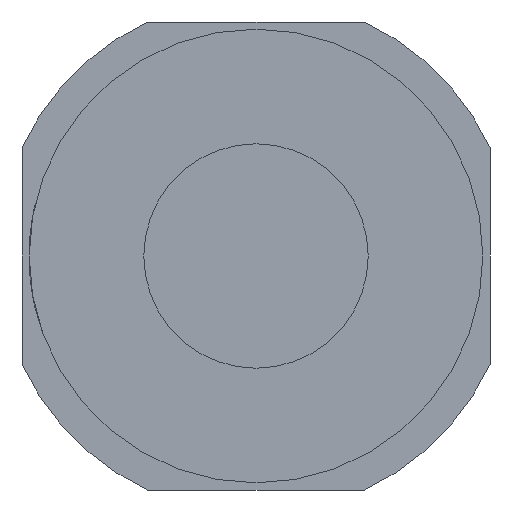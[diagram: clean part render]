
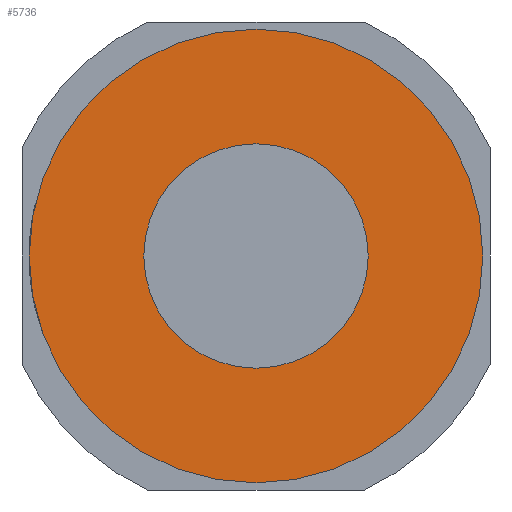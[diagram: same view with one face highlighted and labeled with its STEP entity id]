
A CAD part, left-side view. The second image highlights one B-rep face of the part: STEP entity #5736.
In plain terms, the highlighted planar face has unit normal (-1, 0, 0).
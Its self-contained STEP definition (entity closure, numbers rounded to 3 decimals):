
#922 = CARTESIAN_POINT ( 'NONE',  ( 0., 0., 47.5 ) ) ;
#923 = CARTESIAN_POINT ( 'NONE',  ( 0., 0., -47.5 ) ) ;
#927 = CARTESIAN_POINT ( 'NONE',  ( 0., 0., -23.5 ) ) ;
#928 = CARTESIAN_POINT ( 'NONE',  ( 0., 0., 23.5 ) ) ;
#2937 = EDGE_CURVE ( 'NONE', #8995, #8996, #5868, .T. ) ;
#2941 = EDGE_CURVE ( 'NONE', #9000, #9001, #5872, .T. ) ;
#3718 = DIRECTION ( 'NONE',  ( 1., 0., 0. ) ) ;
#3720 = CARTESIAN_POINT ( 'NONE',  ( 0., 23.5, 0. ) ) ;
#3721 = FACE_BOUND ( 'NONE', #9122, .T. ) ;
#3723 = FACE_OUTER_BOUND ( 'NONE', #9125, .T. ) ;
#3724 = PLANE ( 'NONE',  #5982 ) ;
#3726 = DIRECTION ( 'NONE',  ( 0., 0., -1. ) ) ;
#5594 = EDGE_CURVE ( 'NONE', #9001, #9000, #5914, .T. ) ;
#5595 = EDGE_CURVE ( 'NONE', #8996, #8995, #5916, .T. ) ;
#5736 = ADVANCED_FACE ( 'NONE', ( #3721, #3723 ), #3724, .F. ) ;
#5868 = CIRCLE ( 'NONE', #5870, 47.5 ) ;
#5870 = AXIS2_PLACEMENT_3D ( 'NONE', #7958, #7959, #7960 ) ;
#5872 = CIRCLE ( 'NONE', #5876, 23.5 ) ;
#5876 = AXIS2_PLACEMENT_3D ( 'NONE', #7971, #7972, #7973 ) ;
#5914 = CIRCLE ( 'NONE', #5917, 23.5 ) ;
#5916 = CIRCLE ( 'NONE', #5919, 47.5 ) ;
#5917 = AXIS2_PLACEMENT_3D ( 'NONE', #8055, #8056, #8057 ) ;
#5919 = AXIS2_PLACEMENT_3D ( 'NONE', #8060, #8061, #8062 ) ;
#5982 = AXIS2_PLACEMENT_3D ( 'NONE', #3720, #3718, #3726 ) ;
#7958 = CARTESIAN_POINT ( 'NONE',  ( 0., 0., 0. ) ) ;
#7959 = DIRECTION ( 'NONE',  ( -1., 0., 0. ) ) ;
#7960 = DIRECTION ( 'NONE',  ( 0., 0., 1. ) ) ;
#7971 = CARTESIAN_POINT ( 'NONE',  ( 0., 0., 0. ) ) ;
#7972 = DIRECTION ( 'NONE',  ( -1., 0., 0. ) ) ;
#7973 = DIRECTION ( 'NONE',  ( 0., 0., 1. ) ) ;
#8055 = CARTESIAN_POINT ( 'NONE',  ( 0., 0., 0. ) ) ;
#8056 = DIRECTION ( 'NONE',  ( -1., 0., 0. ) ) ;
#8057 = DIRECTION ( 'NONE',  ( 0., 0., 1. ) ) ;
#8060 = CARTESIAN_POINT ( 'NONE',  ( 0., 0., 0. ) ) ;
#8061 = DIRECTION ( 'NONE',  ( -1., 0., 0. ) ) ;
#8062 = DIRECTION ( 'NONE',  ( 0., 0., 1. ) ) ;
#8995 = VERTEX_POINT ( 'NONE', #922 ) ;
#8996 = VERTEX_POINT ( 'NONE', #923 ) ;
#9000 = VERTEX_POINT ( 'NONE', #927 ) ;
#9001 = VERTEX_POINT ( 'NONE', #928 ) ;
#9122 = EDGE_LOOP ( 'NONE', ( #9319, #9320 ) ) ;
#9125 = EDGE_LOOP ( 'NONE', ( #9321, #9322 ) ) ;
#9319 = ORIENTED_EDGE ( 'NONE', *, *, #5594, .F. ) ;
#9320 = ORIENTED_EDGE ( 'NONE', *, *, #2941, .F. ) ;
#9321 = ORIENTED_EDGE ( 'NONE', *, *, #2937, .T. ) ;
#9322 = ORIENTED_EDGE ( 'NONE', *, *, #5595, .T. ) ;
